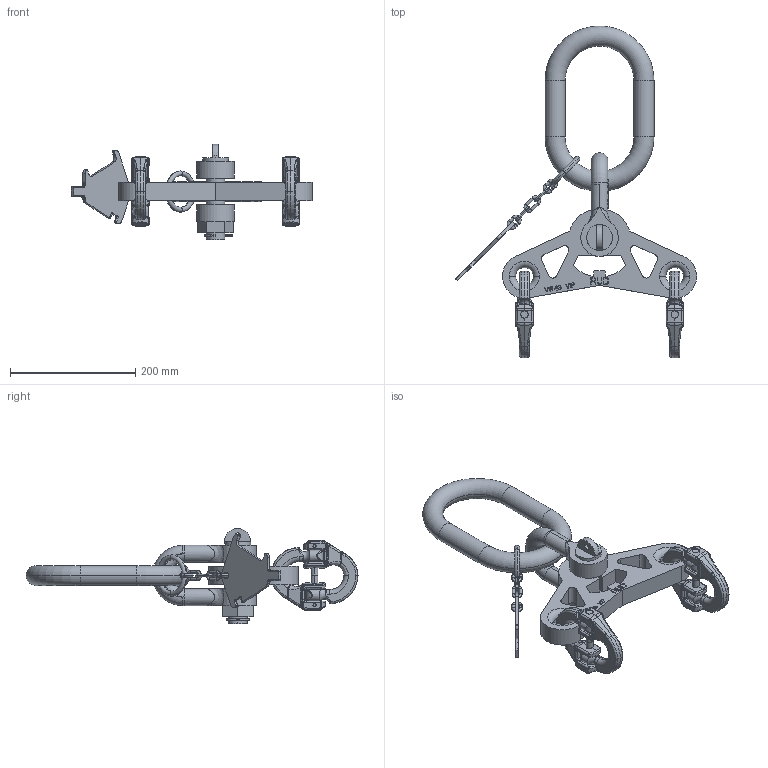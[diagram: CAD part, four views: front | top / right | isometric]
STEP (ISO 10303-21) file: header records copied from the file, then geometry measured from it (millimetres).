
FILE_DESCRIPTION((''),'2;1');
FILE_NAME('001-M34927-P-4_ASM','2019-01-24T',('anja.joas'),(''),'PRO/ENGINEER BY PARAMETRIC TECHNOLOGY CORPORATION, 2011490','PRO/ENGINEER BY PARAMETRIC TECHNOLOGY CORPORATION, 2011490','');
FILE_SCHEMA(('CONFIG_CONTROL_DESIGN'));
Length unit declared in the file: millimetre
Products named in the file (13): 001-M34479-P-5; 001-M31472-P-1; 001-M34797-P-1; 001-M34295-P-1; 001-M34295-P-2; 001-M34295-P-2_ASM; 001-M31128-V03; 001-M31558-P-1; 001-M31129-P-1; 001-M33743-001; 001-M31130-003_ASM; 001-M31558-P-1_ASM; 001-M34927-P-4_ASM
Assembly tree (16 placements, depth 4):
  001-M34927-P-4_ASM
    001-M34479-P-5
    001-M31472-P-1
    001-M34797-P-1
    001-M34295-P-2_ASM  x2
      001-M34295-P-1
      001-M34295-P-2
    001-M31128-V03
    001-M31558-P-1_ASM
      001-M31558-P-1
      001-M31129-P-1  x2
      001-M31130-003_ASM
        001-M33743-001  x3
Bounding box: 385.12 x 530.23 x 152.1 mm (x, y, z)
Volume: 2003118.9 mm3; surface area: 328921.7 mm2
Topology: 14 solids, 14 shells, 2593 faces, 6811 edges, 4301 vertices
Faces by surface type: plane 1577, cylinder 435, bspline 334, torus 175, cone 72
Entity records: 64263 total; most frequent: CARTESIAN_POINT 24391, ORIENTED_EDGE 8746, DIRECTION 7518, EDGE_CURVE 4373, VECTOR 3000, LINE 3000, VERTEX_POINT 2789, AXIS2_PLACEMENT_3D 2259
